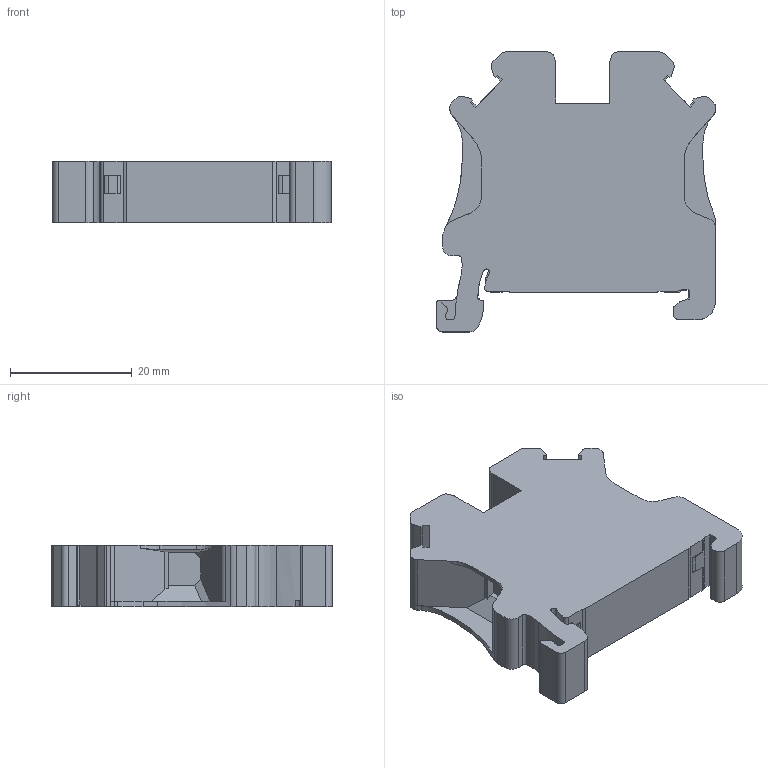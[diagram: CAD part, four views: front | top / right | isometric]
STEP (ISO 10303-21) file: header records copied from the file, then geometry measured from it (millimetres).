
FILE_DESCRIPTION((''),'2;1');
FILE_NAME('PRT0001','2024-07-26T14:20:41',('yanfa'),(''),'CREO PARAMETRIC BY PTC INC, 2018050','CREO PARAMETRIC BY PTC INC, 2018050','');
FILE_SCHEMA(('AUTOMOTIVE_DESIGN { 1 0 10303 214 1 1 1 1 }'));
Length unit declared in the file: millimetre
Products named in the file (1): PRT0001
Bounding box: 45.8 x 46 x 10.15 mm (x, y, z)
Volume: 13701.1 mm3; surface area: 6254.6 mm2
Topology: 1 solids, 1 shells, 264 faces, 782 edges, 523 vertices
Faces by surface type: plane 155, cylinder 93, torus 8, cone 8
Entity records: 10885 total; most frequent: CARTESIAN_POINT 1856, ORIENTED_EDGE 1564, DIRECTION 1513, EDGE_CURVE 782, VERTEX_POINT 523, VECTOR 505, LINE 505, AXIS2_PLACEMENT_3D 504
